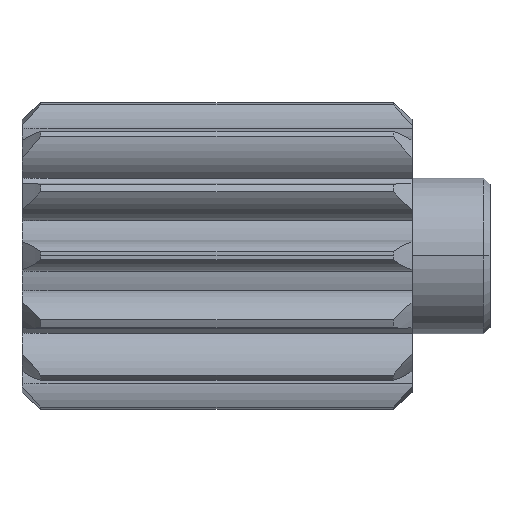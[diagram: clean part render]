
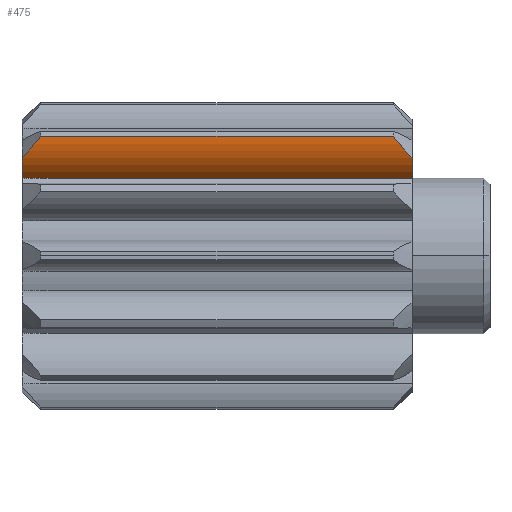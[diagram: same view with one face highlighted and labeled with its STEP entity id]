
A CAD part, top view. The second image highlights one B-rep face of the part: STEP entity #475.
In plain terms, the highlighted cylindrical face has radius 2.223 mm (diameter 4.445 mm), a partial arc.
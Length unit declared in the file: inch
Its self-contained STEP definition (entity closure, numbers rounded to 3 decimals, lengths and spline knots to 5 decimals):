
#7 = CARTESIAN_POINT ( 'NONE',  ( 0.625, 0.12439, 0.12906 ) ) ;
#10 = LINE ( 'NONE', #2988, #1551 ) ;
#47 = DIRECTION ( 'NONE',  ( 0., 0., 1. ) ) ;
#103 = EDGE_LOOP ( 'NONE', ( #2401, #744, #219, #217, #106, #2636 ) ) ;
#106 = ORIENTED_EDGE ( 'NONE', *, *, #788, .T. ) ;
#170 = VERTEX_POINT ( 'NONE', #2522 ) ;
#185 = VERTEX_POINT ( 'NONE', #2536 ) ;
#210 = CARTESIAN_POINT ( 'NONE',  ( 0.03, 0.19127, 0.16098 ) ) ;
#217 = ORIENTED_EDGE ( 'NONE', *, *, #3398, .F. ) ;
#219 = ORIENTED_EDGE ( 'NONE', *, *, #1455, .F. ) ;
#291 = CARTESIAN_POINT ( 'NONE',  ( 0.625, 0.15729, 0.15382 ) ) ;
#426 = DIRECTION ( 'NONE',  ( -1., 0., 0. ) ) ;
#429 = EDGE_CURVE ( 'NONE', #1571, #170, #1535, .T. ) ;
#475 = ADVANCED_FACE ( 'NONE', ( #2661 ), #1308, .T. ) ;
#493 = VERTEX_POINT ( 'NONE', #7 ) ;
#498 = VERTEX_POINT ( 'NONE', #1609 ) ;
#742 = CIRCLE ( 'NONE', #1822, 0.0875 ) ;
#744 = ORIENTED_EDGE ( 'NONE', *, *, #747, .T. ) ;
#747 = EDGE_CURVE ( 'NONE', #185, #1688, #1218, .T. ) ;
#788 = EDGE_CURVE ( 'NONE', #493, #1571, #1900, .T. ) ;
#819 = DIRECTION ( 'NONE',  ( -1., 0., 0. ) ) ;
#849 = CARTESIAN_POINT ( 'NONE',  ( 0.61444, 0.16768, 0.1583 ) ) ;
#872 = DIRECTION ( 'NONE',  ( 0., 0., -1. ) ) ;
#1059 = CARTESIAN_POINT ( 'NONE',  ( 0., 0.15729, 0.15382 ) ) ;
#1067 = CARTESIAN_POINT ( 'NONE',  ( 0.02054, 0.17899, 0.16088 ) ) ;
#1218 = B_SPLINE_CURVE_WITH_KNOTS ( 'NONE', 3,
 ( #210, #1067, #1802, #2158 ),
 .UNSPECIFIED., .F., .F.,
 ( 4, 4 ),
 ( 0., 0.00117 ),
 .UNSPECIFIED. ) ;
#1293 = CARTESIAN_POINT ( 'NONE',  ( 0., 0.19197, 0.07349 ) ) ;
#1308 = CYLINDRICAL_SURFACE ( 'NONE', #2848, 0.0875 ) ;
#1350 = DIRECTION ( 'NONE',  ( -1., 0., 0. ) ) ;
#1455 = EDGE_CURVE ( 'NONE', #498, #1688, #742, .T. ) ;
#1535 = B_SPLINE_CURVE_WITH_KNOTS ( 'NONE', 3,
 ( #1934, #849, #2132, #2935 ),
 .UNSPECIFIED., .F., .F.,
 ( 4, 4 ),
 ( 0., 0.00117 ),
 .UNSPECIFIED. ) ;
#1551 = VECTOR ( 'NONE', #819, 39.37008 ) ;
#1571 = VERTEX_POINT ( 'NONE', #291 ) ;
#1578 = CARTESIAN_POINT ( 'NONE',  ( 0.625, 0.19197, 0.07349 ) ) ;
#1609 = CARTESIAN_POINT ( 'NONE',  ( 0., 0.12439, 0.12906 ) ) ;
#1684 = EDGE_CURVE ( 'NONE', #170, #185, #10, .T. ) ;
#1688 = VERTEX_POINT ( 'NONE', #1059 ) ;
#1802 = CARTESIAN_POINT ( 'NONE',  ( 0.01056, 0.16768, 0.1583 ) ) ;
#1822 = AXIS2_PLACEMENT_3D ( 'NONE', #1293, #3395, #2609 ) ;
#1864 = CARTESIAN_POINT ( 'NONE',  ( 12., 0.19197, 0.07349 ) ) ;
#1900 = CIRCLE ( 'NONE', #2967, 0.0875 ) ;
#1934 = CARTESIAN_POINT ( 'NONE',  ( 0.625, 0.15729, 0.15382 ) ) ;
#2132 = CARTESIAN_POINT ( 'NONE',  ( 0.60446, 0.17899, 0.16088 ) ) ;
#2158 = CARTESIAN_POINT ( 'NONE',  ( 0., 0.15729, 0.15382 ) ) ;
#2401 = ORIENTED_EDGE ( 'NONE', *, *, #1684, .T. ) ;
#2433 = DIRECTION ( 'NONE',  ( -1., 0., 0. ) ) ;
#2522 = CARTESIAN_POINT ( 'NONE',  ( 0.595, 0.19127, 0.16098 ) ) ;
#2536 = CARTESIAN_POINT ( 'NONE',  ( 0.03, 0.19127, 0.16098 ) ) ;
#2609 = DIRECTION ( 'NONE',  ( 0., 0.782, -0.623 ) ) ;
#2618 = LINE ( 'NONE', #3371, #3157 ) ;
#2636 = ORIENTED_EDGE ( 'NONE', *, *, #429, .T. ) ;
#2661 = FACE_OUTER_BOUND ( 'NONE', #103, .T. ) ;
#2848 = AXIS2_PLACEMENT_3D ( 'NONE', #1864, #2433, #47 ) ;
#2935 = CARTESIAN_POINT ( 'NONE',  ( 0.595, 0.19127, 0.16098 ) ) ;
#2967 = AXIS2_PLACEMENT_3D ( 'NONE', #1578, #1350, #872 ) ;
#2988 = CARTESIAN_POINT ( 'NONE',  ( 6., 0.19127, 0.16098 ) ) ;
#3157 = VECTOR ( 'NONE', #426, 39.37008 ) ;
#3371 = CARTESIAN_POINT ( 'NONE',  ( 12., 0.12439, 0.12906 ) ) ;
#3395 = DIRECTION ( 'NONE',  ( -1., 0., 0. ) ) ;
#3398 = EDGE_CURVE ( 'NONE', #493, #498, #2618, .T. ) ;
